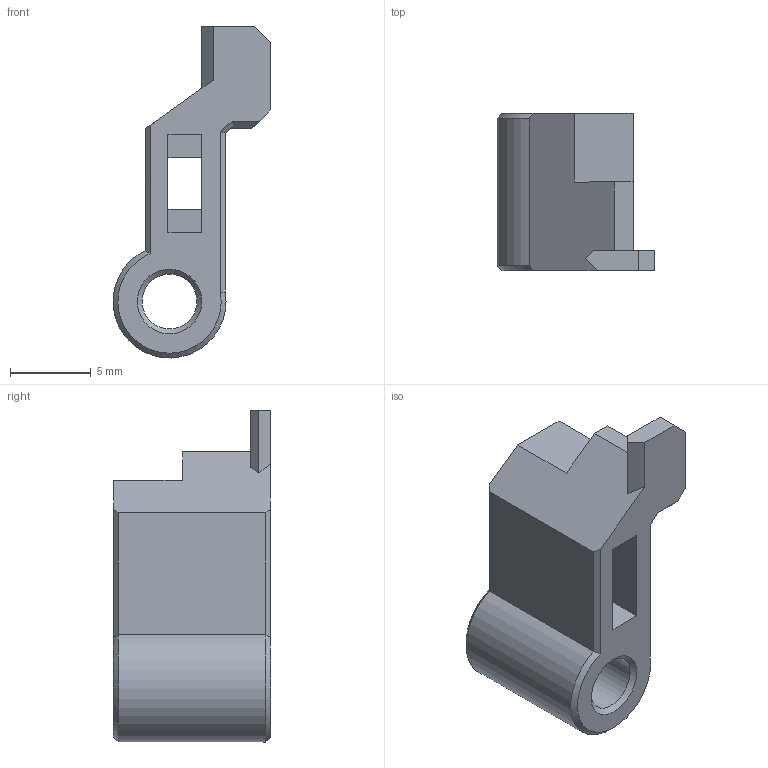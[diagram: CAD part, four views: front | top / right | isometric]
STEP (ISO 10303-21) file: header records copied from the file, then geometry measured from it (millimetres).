
FILE_DESCRIPTION(/* description */ (''),/* implementation_level */ '2;1');
FILE_NAME(/* name */ 'mod-extruder-fs-lever.step',/* time_stamp */ '2021-12-09T23:05:16+01:00',/* author */ (''),/* organization */ (''),/* preprocessor_version */ 'ST-DEVELOPER v18.1',/* originating_system */ 'Autodesk Translation Framework v10.10.0.1391',/* authorisation */ '');
FILE_SCHEMA (('AUTOMOTIVE_DESIGN { 1 0 10303 214 3 1 1 }'));
Length unit declared in the file: millimetre
Products named in the file (1): extruder-fs-lever
Bounding box: 9.77 x 9.75 x 20.56 mm (x, y, z)
Volume: 676.2 mm3; surface area: 870.9 mm2
Topology: 1 solids, 1 shells, 40 faces, 105 edges, 67 vertices
Faces by surface type: plane 34, cone 4, cylinder 2
Full cylindrical faces by diameter (mm): 3.4 x1
Entity records: 1257 total; most frequent: CARTESIAN_POINT 222, ORIENTED_EDGE 210, DIRECTION 193, EDGE_CURVE 105, LINE 93, VECTOR 93, VERTEX_POINT 67, AXIS2_PLACEMENT_3D 50
